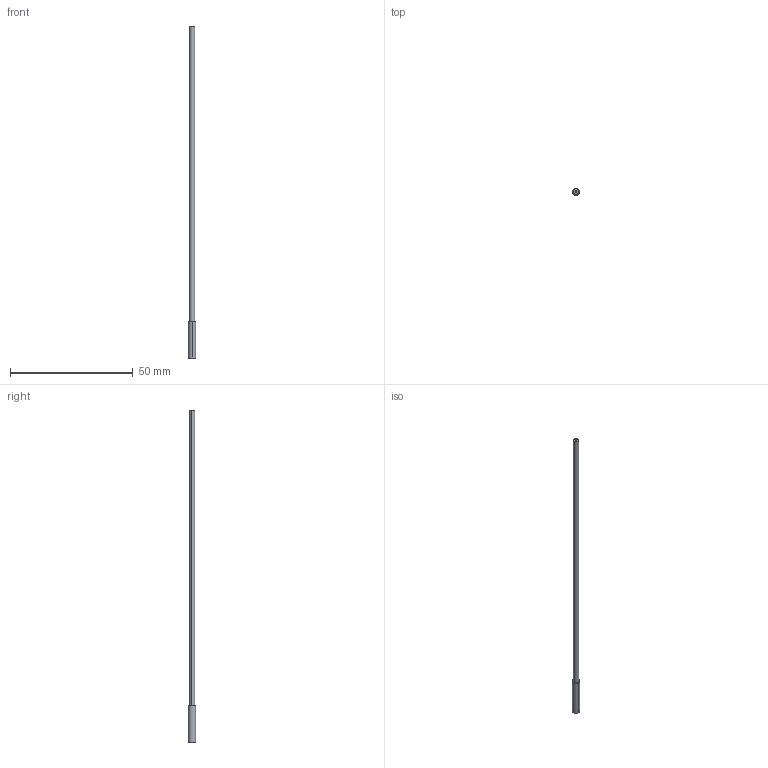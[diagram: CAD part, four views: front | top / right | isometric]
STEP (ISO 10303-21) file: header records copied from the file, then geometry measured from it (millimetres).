
FILE_DESCRIPTION((''),'2;1');
FILE_NAME('192751_ASM','2016-02-09T',('pdmadmin'),(''),'PRO/ENGINEER BY PARAMETRIC TECHNOLOGY CORPORATION, 2013230','PRO/ENGINEER BY PARAMETRIC TECHNOLOGY CORPORATION, 2013230','');
FILE_SCHEMA(('CONFIG_CONTROL_DESIGN'));
Length unit declared in the file: inch
Products named in the file (5): 39131; 38367; FIBER_CORE_020_X_; 39130_ASM; 192751_ASM
Assembly tree (4 placements, depth 3):
  192751_ASM
    39130_ASM
      39131
      38367
      FIBER_CORE_020_X_
Bounding box: 3 x 3 x 135 mm (x, y, z)
Volume: 505.9 mm3; surface area: 1109.3 mm2
Topology: 3 solids, 3 shells, 26 faces, 48 edges, 30 vertices
Faces by surface type: cylinder 14, plane 8, cone 4
Entity records: 807 total; most frequent: DIRECTION 154, CARTESIAN_POINT 116, ORIENTED_EDGE 96, AXIS2_PLACEMENT_3D 68, EDGE_CURVE 48, VERTEX_POINT 30, EDGE_LOOP 30, CIRCLE 30
